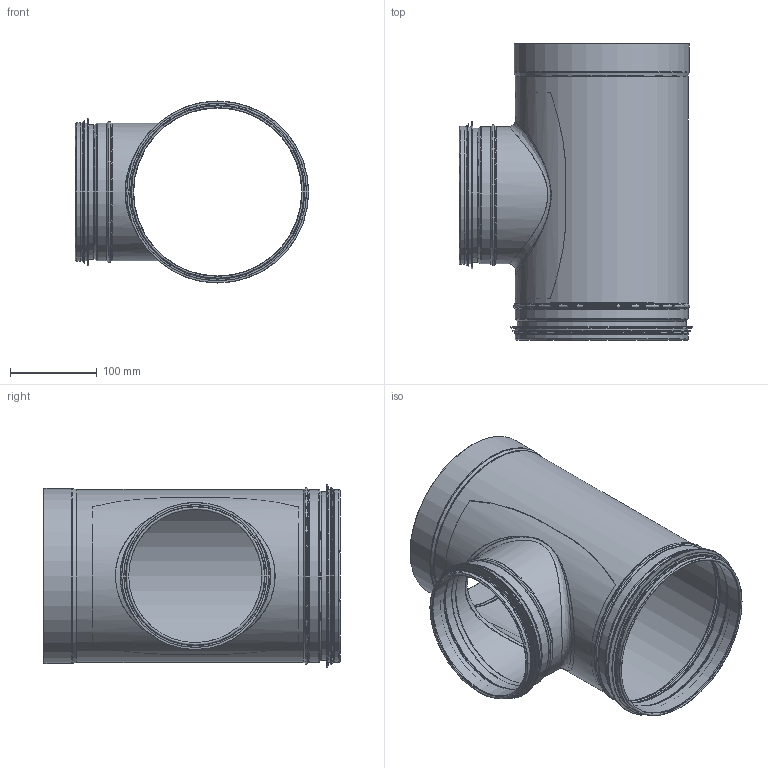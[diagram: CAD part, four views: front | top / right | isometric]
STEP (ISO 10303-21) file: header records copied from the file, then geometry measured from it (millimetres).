
FILE_DESCRIPTION((''),'2;1');
FILE_NAME('HTKM_200-160.stp','2014-02-21T08:01:02',(''),(''),'Autodesk Inventor 2013','Autodesk Inventor 2013','');
FILE_SCHEMA(('AUTOMOTIVE_DESIGN { 1 2 10303 214 0 1 1 1 }'));
Length unit declared in the file: millimetre
Products named in the file (6): HTKM_200-160; HTKMRörämne_200-160; 999006; HPS_200-160; HPSRörämne_200-160; 999005
Assembly tree (5 placements, depth 3):
  HTKM_200-160
    HTKMRörämne_200-160
    999006
    HPS_200-160
      HPSRörämne_200-160
      999005
Bounding box: 268.37 x 340.5 x 209.35 mm (x, y, z)
Volume: 176834.1 mm3; surface area: 589501.9 mm2
Topology: 4 solids, 4 shells, 112 faces, 227 edges, 130 vertices
Faces by surface type: cylinder 39, torus 37, cone 17, plane 17, bspline 2
Full cylindrical faces by diameter (mm): 153.2 x1, 154.2 x1, 155.4 x1, 157 x1, 158 x6, 159 x1, 164.4 x1, 169.4 x1, 193.15 x1, 194.15 x1, 195.35 x1, 197.95 x6, 198.95 x3, 200.35 x1, 201.35 x1, 204.35 x1, 209.35 x1
Entity records: 3523 total; most frequent: CARTESIAN_POINT 1205, DIRECTION 462, ORIENTED_EDGE 282, AXIS2_PLACEMENT_3D 225, EDGE_LOOP 212, EDGE_CURVE 141, VERTEX_POINT 127, STYLED_ITEM 116
